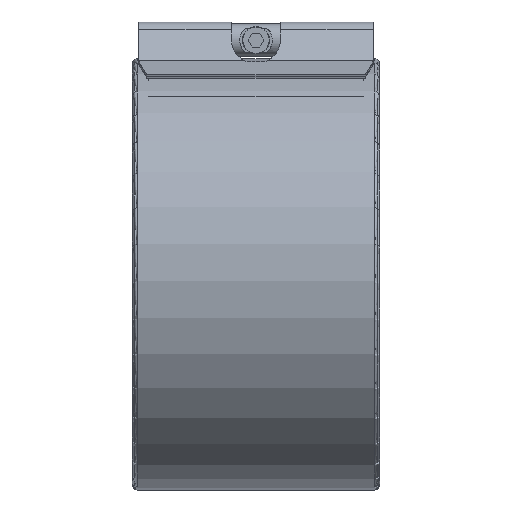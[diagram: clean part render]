
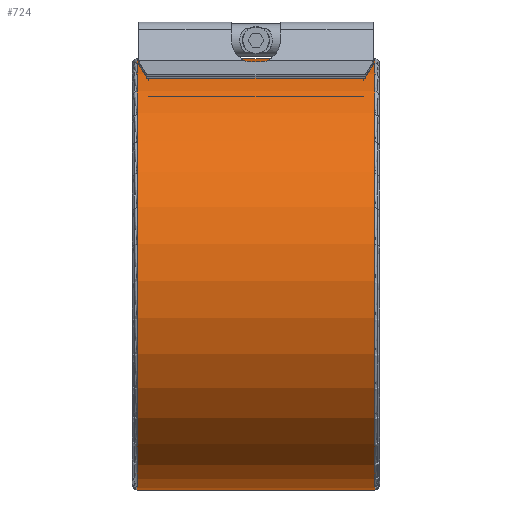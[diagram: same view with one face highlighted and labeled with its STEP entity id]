
A CAD part, front view. The second image highlights one B-rep face of the part: STEP entity #724.
In plain terms, the highlighted cylindrical face has radius 79 mm (diameter 158 mm), a partial arc.
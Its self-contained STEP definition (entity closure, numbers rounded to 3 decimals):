
#122=ELLIPSE('',#2537,158.,79.);
#123=ELLIPSE('',#2539,158.,79.);
#292=LINE('',#3844,#482);
#293=LINE('',#3848,#483);
#482=VECTOR('',#3061,1.);
#483=VECTOR('',#3064,1.);
#618=CYLINDRICAL_SURFACE('',#2540,79.);
#724=ADVANCED_FACE('',(#930),#618,.T.);
#930=FACE_OUTER_BOUND('',#1072,.T.);
#1072=EDGE_LOOP('',(#1534,#1535,#1536,#1537,#1538,#1539));
#1534=ORIENTED_EDGE('',*,*,#2190,.F.);
#1535=ORIENTED_EDGE('',*,*,#2191,.T.);
#1536=ORIENTED_EDGE('',*,*,#2187,.F.);
#1537=ORIENTED_EDGE('',*,*,#2192,.T.);
#1538=ORIENTED_EDGE('',*,*,#2193,.T.);
#1539=ORIENTED_EDGE('',*,*,#2194,.F.);
#1917=VERTEX_POINT('',#3818);
#1918=VERTEX_POINT('',#3819);
#1919=VERTEX_POINT('',#3845);
#1920=VERTEX_POINT('',#3846);
#1921=VERTEX_POINT('',#3849);
#1922=VERTEX_POINT('',#3851);
#2187=EDGE_CURVE('',#1917,#1918,#2351,.T.);
#2190=EDGE_CURVE('',#1919,#1920,#292,.T.);
#2191=EDGE_CURVE('',#1919,#1918,#122,.T.);
#2192=EDGE_CURVE('',#1917,#1921,#293,.T.);
#2193=EDGE_CURVE('',#1921,#1922,#2353,.T.);
#2194=EDGE_CURVE('',#1920,#1922,#123,.T.);
#2351=CIRCLE('',#2534,79.);
#2353=CIRCLE('',#2538,79.);
#2534=AXIS2_PLACEMENT_3D('',#3817,#3055,#3056);
#2537=AXIS2_PLACEMENT_3D('',#3847,#3062,#3063);
#2538=AXIS2_PLACEMENT_3D('',#3850,#3065,#3066);
#2539=AXIS2_PLACEMENT_3D('',#3852,#3067,#3068);
#2540=AXIS2_PLACEMENT_3D('',#3853,#3069,#3070);
#3055=DIRECTION('',(-1.,0.,0.));
#3056=DIRECTION('',(0.,0.,1.));
#3061=DIRECTION('',(1.,0.,0.));
#3062=DIRECTION('',(0.5,-0.866,0.));
#3063=DIRECTION('',(-0.866,-0.5,0.));
#3064=DIRECTION('',(1.,0.,0.));
#3065=DIRECTION('',(-1.,0.,0.));
#3066=DIRECTION('',(0.,0.,1.));
#3067=DIRECTION('',(0.5,0.866,0.));
#3068=DIRECTION('',(-0.866,0.5,0.));
#3069=DIRECTION('',(-1.,0.,0.));
#3070=DIRECTION('',(0.,0.,1.));
#3817=CARTESIAN_POINT('',(-43.45,0.,0.));
#3818=CARTESIAN_POINT('',(-43.45,11.154,78.209));
#3819=CARTESIAN_POINT('',(-43.45,-2.425,78.963));
#3844=CARTESIAN_POINT('',(-43.45,0.,79.));
#3845=CARTESIAN_POINT('',(-39.25,0.,79.));
#3846=CARTESIAN_POINT('',(39.25,0.,79.));
#3847=CARTESIAN_POINT('',(-39.25,0.,0.));
#3848=CARTESIAN_POINT('',(-43.45,11.154,78.209));
#3849=CARTESIAN_POINT('',(43.45,11.154,78.209));
#3850=CARTESIAN_POINT('',(43.45,0.,0.));
#3851=CARTESIAN_POINT('',(43.45,-2.425,78.963));
#3852=CARTESIAN_POINT('',(39.25,0.,0.));
#3853=CARTESIAN_POINT('',(0.,0.,0.));
